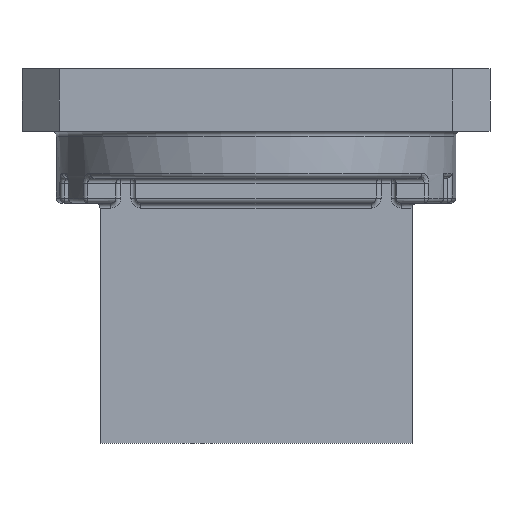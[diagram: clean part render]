
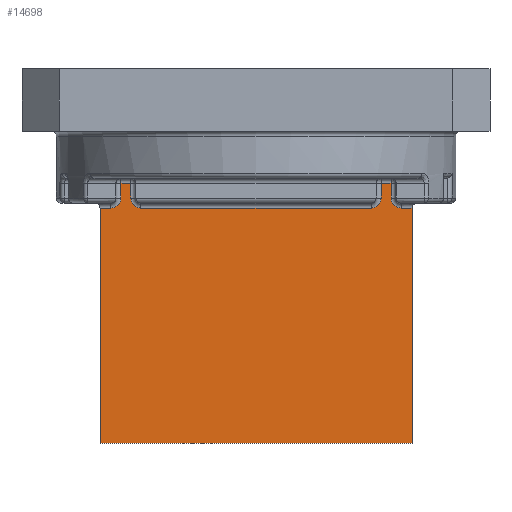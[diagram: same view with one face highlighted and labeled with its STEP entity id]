
A CAD part, front view. The second image highlights one B-rep face of the part: STEP entity #14698.
In plain terms, the highlighted planar face has unit normal (0, -1, 0).
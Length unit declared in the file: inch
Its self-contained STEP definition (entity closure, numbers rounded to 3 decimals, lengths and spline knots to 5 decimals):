
#14 = VERTEX_POINT ( 'NONE', #19168 ) ;
#1002 = CARTESIAN_POINT ( 'NONE',  ( -0.541, -0.3125, -0.518 ) ) ;
#1147 = CARTESIAN_POINT ( 'NONE',  ( -0.625, -0.3125, -0.558 ) ) ;
#1315 = ORIENTED_EDGE ( 'NONE', *, *, #5953, .T. ) ;
#1527 = EDGE_CURVE ( 'NONE', #13131, #4292, #8910, .T. ) ;
#1666 = LINE ( 'NONE', #17077, #19589 ) ;
#2073 = CIRCLE ( 'NONE', #11976, 0.04 ) ;
#2090 = VECTOR ( 'NONE', #3868, 39.37008 ) ;
#2116 = LINE ( 'NONE', #5005, #5458 ) ;
#2268 = LINE ( 'NONE', #5964, #15878 ) ;
#2375 = CARTESIAN_POINT ( 'NONE',  ( -0.625, -0.3125, -0.558 ) ) ;
#2451 = EDGE_CURVE ( 'NONE', #13131, #5795, #3915, .T. ) ;
#2490 = EDGE_CURVE ( 'NONE', #10518, #13036, #2268, .T. ) ;
#2867 = DIRECTION ( 'NONE',  ( 0., 0., -1. ) ) ;
#3056 = VERTEX_POINT ( 'NONE', #7122 ) ;
#3096 = DIRECTION ( 'NONE',  ( 0., 0., -1. ) ) ;
#3204 = LINE ( 'NONE', #9495, #16306 ) ;
#3295 = DIRECTION ( 'NONE',  ( 0., -1., 0. ) ) ;
#3358 = CARTESIAN_POINT ( 'NONE',  ( -0.541, -0.3125, -0.458 ) ) ;
#3360 = EDGE_LOOP ( 'NONE', ( #6817, #4789, #5374, #18317, #9395, #16169, #8505, #9360, #4659, #3835, #19523, #1315, #6839, #16104, #17058, #11451 ) ) ;
#3552 = VERTEX_POINT ( 'NONE', #12212 ) ;
#3638 = CARTESIAN_POINT ( 'NONE',  ( 0.561, -0.3125, -0.09319 ) ) ;
#3835 = ORIENTED_EDGE ( 'NONE', *, *, #5369, .T. ) ;
#3847 = PLANE ( 'NONE',  #11244 ) ;
#3868 = DIRECTION ( 'NONE',  ( 0., 0., -1. ) ) ;
#3915 = LINE ( 'NONE', #2375, #16871 ) ;
#4108 = LINE ( 'NONE', #5857, #4483 ) ;
#4184 = CARTESIAN_POINT ( 'NONE',  ( 0.501, -0.3125, -0.538 ) ) ;
#4292 = VERTEX_POINT ( 'NONE', #1002 ) ;
#4483 = VECTOR ( 'NONE', #16734, 39.37008 ) ;
#4568 = EDGE_CURVE ( 'NONE', #10518, #5678, #2073, .T. ) ;
#4659 = ORIENTED_EDGE ( 'NONE', *, *, #13126, .T. ) ;
#4789 = ORIENTED_EDGE ( 'NONE', *, *, #2451, .T. ) ;
#5005 = CARTESIAN_POINT ( 'NONE',  ( 0.481, -0.3125, -0.458 ) ) ;
#5369 = EDGE_CURVE ( 'NONE', #3056, #14, #18051, .T. ) ;
#5374 = ORIENTED_EDGE ( 'NONE', *, *, #11309, .F. ) ;
#5458 = VECTOR ( 'NONE', #11121, 39.37008 ) ;
#5526 = CARTESIAN_POINT ( 'NONE',  ( -0.501, -0.3125, -0.09319 ) ) ;
#5678 = VERTEX_POINT ( 'NONE', #8670 ) ;
#5795 = VERTEX_POINT ( 'NONE', #1147 ) ;
#5857 = CARTESIAN_POINT ( 'NONE',  ( 0.625, -0.3125, -1.5 ) ) ;
#5885 = EDGE_CURVE ( 'NONE', #3552, #15700, #8695, .T. ) ;
#5953 = EDGE_CURVE ( 'NONE', #12861, #15700, #10945, .T. ) ;
#5958 = DIRECTION ( 'NONE',  ( 0., 0., -1. ) ) ;
#5964 = CARTESIAN_POINT ( 'NONE',  ( 0.541, -0.3125, -0.438 ) ) ;
#5969 = EDGE_CURVE ( 'NONE', #14757, #12291, #3204, .T. ) ;
#6298 = VECTOR ( 'NONE', #9435, 39.37008 ) ;
#6520 = LINE ( 'NONE', #14275, #6298 ) ;
#6817 = ORIENTED_EDGE ( 'NONE', *, *, #1527, .F. ) ;
#6831 = EDGE_CURVE ( 'NONE', #11571, #4292, #12443, .T. ) ;
#6839 = ORIENTED_EDGE ( 'NONE', *, *, #5885, .F. ) ;
#6845 = DIRECTION ( 'NONE',  ( 0., -1., 0. ) ) ;
#6985 = CARTESIAN_POINT ( 'NONE',  ( 0.541, -0.3125, -0.518 ) ) ;
#7020 = CARTESIAN_POINT ( 'NONE',  ( 0.625, -0.3125, -0.558 ) ) ;
#7033 = FACE_OUTER_BOUND ( 'NONE', #3360, .T. ) ;
#7122 = CARTESIAN_POINT ( 'NONE',  ( 0.501, -0.3125, -0.458 ) ) ;
#7522 = DIRECTION ( 'NONE',  ( 0., 0., 1. ) ) ;
#7730 = CARTESIAN_POINT ( 'NONE',  ( -0.461, -0.3125, -0.518 ) ) ;
#7790 = VECTOR ( 'NONE', #17116, 39.37008 ) ;
#7823 = CARTESIAN_POINT ( 'NONE',  ( 0.581, -0.3125, -0.518 ) ) ;
#8418 = CARTESIAN_POINT ( 'NONE',  ( -0.501, -0.3125, -0.458 ) ) ;
#8505 = ORIENTED_EDGE ( 'NONE', *, *, #4568, .F. ) ;
#8670 = CARTESIAN_POINT ( 'NONE',  ( 0.581, -0.3125, -0.558 ) ) ;
#8695 = CIRCLE ( 'NONE', #20264, 0.04 ) ;
#8704 = DIRECTION ( 'NONE',  ( 0., 0., -1. ) ) ;
#8905 = EDGE_CURVE ( 'NONE', #3552, #8954, #14612, .T. ) ;
#8910 = CIRCLE ( 'NONE', #11543, 0.04 ) ;
#8954 = VERTEX_POINT ( 'NONE', #8418 ) ;
#9360 = ORIENTED_EDGE ( 'NONE', *, *, #2490, .T. ) ;
#9395 = ORIENTED_EDGE ( 'NONE', *, *, #5969, .T. ) ;
#9435 = DIRECTION ( 'NONE',  ( -1., 0., 0. ) ) ;
#9495 = CARTESIAN_POINT ( 'NONE',  ( 0.625, -0.3125, -4.39754 ) ) ;
#9945 = AXIS2_PLACEMENT_3D ( 'NONE', #16811, #12047, #2867 ) ;
#10222 = CARTESIAN_POINT ( 'NONE',  ( -0.461, -0.3125, -0.558 ) ) ;
#10443 = DIRECTION ( 'NONE',  ( -1., 0., 0. ) ) ;
#10518 = VERTEX_POINT ( 'NONE', #6985 ) ;
#10611 = CIRCLE ( 'NONE', #9945, 0.04 ) ;
#10669 = EDGE_CURVE ( 'NONE', #14757, #13182, #4108, .T. ) ;
#10722 = VECTOR ( 'NONE', #12643, 39.37008 ) ;
#10945 = LINE ( 'NONE', #14137, #16643 ) ;
#11048 = DIRECTION ( 'NONE',  ( -1., 0., 0. ) ) ;
#11121 = DIRECTION ( 'NONE',  ( -1., 0., 0. ) ) ;
#11244 = AXIS2_PLACEMENT_3D ( 'NONE', #3638, #17919, #8704 ) ;
#11309 = EDGE_CURVE ( 'NONE', #13182, #5795, #19722, .T. ) ;
#11411 = VECTOR ( 'NONE', #11831, 39.37008 ) ;
#11451 = ORIENTED_EDGE ( 'NONE', *, *, #6831, .T. ) ;
#11543 = AXIS2_PLACEMENT_3D ( 'NONE', #11717, #6845, #19478 ) ;
#11571 = VERTEX_POINT ( 'NONE', #3358 ) ;
#11717 = CARTESIAN_POINT ( 'NONE',  ( -0.581, -0.3125, -0.518 ) ) ;
#11831 = DIRECTION ( 'NONE',  ( 0., 0., 1. ) ) ;
#11976 = AXIS2_PLACEMENT_3D ( 'NONE', #7823, #13821, #5958 ) ;
#12047 = DIRECTION ( 'NONE',  ( 0., -1., 0. ) ) ;
#12212 = CARTESIAN_POINT ( 'NONE',  ( -0.501, -0.3125, -0.518 ) ) ;
#12291 = VERTEX_POINT ( 'NONE', #7020 ) ;
#12341 = CARTESIAN_POINT ( 'NONE',  ( -0.541, -0.3125, -0.09319 ) ) ;
#12443 = LINE ( 'NONE', #12341, #10722 ) ;
#12643 = DIRECTION ( 'NONE',  ( 0., 0., -1. ) ) ;
#12861 = VERTEX_POINT ( 'NONE', #14109 ) ;
#13036 = VERTEX_POINT ( 'NONE', #17731 ) ;
#13126 = EDGE_CURVE ( 'NONE', #13036, #3056, #2116, .T. ) ;
#13131 = VERTEX_POINT ( 'NONE', #17625 ) ;
#13182 = VERTEX_POINT ( 'NONE', #17427 ) ;
#13821 = DIRECTION ( 'NONE',  ( 0., -1., 0. ) ) ;
#14109 = CARTESIAN_POINT ( 'NONE',  ( 0.461, -0.3125, -0.558 ) ) ;
#14137 = CARTESIAN_POINT ( 'NONE',  ( -0.481, -0.3125, -0.558 ) ) ;
#14275 = CARTESIAN_POINT ( 'NONE',  ( -0.561, -0.3125, -0.458 ) ) ;
#14612 = LINE ( 'NONE', #5526, #11411 ) ;
#14698 = ADVANCED_FACE ( 'NONE', ( #7033 ), #3847, .T. ) ;
#14757 = VERTEX_POINT ( 'NONE', #19573 ) ;
#15258 = EDGE_CURVE ( 'NONE', #12861, #14, #10611, .T. ) ;
#15700 = VERTEX_POINT ( 'NONE', #10222 ) ;
#15807 = DIRECTION ( 'NONE',  ( 0., 0., 1. ) ) ;
#15878 = VECTOR ( 'NONE', #7522, 39.37008 ) ;
#16104 = ORIENTED_EDGE ( 'NONE', *, *, #8905, .T. ) ;
#16169 = ORIENTED_EDGE ( 'NONE', *, *, #19247, .T. ) ;
#16306 = VECTOR ( 'NONE', #15807, 39.37008 ) ;
#16643 = VECTOR ( 'NONE', #11048, 39.37008 ) ;
#16669 = EDGE_CURVE ( 'NONE', #8954, #11571, #6520, .T. ) ;
#16734 = DIRECTION ( 'NONE',  ( -1., 0., 0. ) ) ;
#16811 = CARTESIAN_POINT ( 'NONE',  ( 0.461, -0.3125, -0.518 ) ) ;
#16871 = VECTOR ( 'NONE', #10443, 39.37008 ) ;
#17058 = ORIENTED_EDGE ( 'NONE', *, *, #16669, .T. ) ;
#17077 = CARTESIAN_POINT ( 'NONE',  ( 0.561, -0.3125, -0.558 ) ) ;
#17116 = DIRECTION ( 'NONE',  ( 0., 0., 1. ) ) ;
#17427 = CARTESIAN_POINT ( 'NONE',  ( -0.625, -0.3125, -1.5 ) ) ;
#17625 = CARTESIAN_POINT ( 'NONE',  ( -0.581, -0.3125, -0.558 ) ) ;
#17731 = CARTESIAN_POINT ( 'NONE',  ( 0.541, -0.3125, -0.458 ) ) ;
#17919 = DIRECTION ( 'NONE',  ( 0., -1., 0. ) ) ;
#18051 = LINE ( 'NONE', #4184, #2090 ) ;
#18317 = ORIENTED_EDGE ( 'NONE', *, *, #10669, .F. ) ;
#18738 = DIRECTION ( 'NONE',  ( -1., 0., 0. ) ) ;
#19168 = CARTESIAN_POINT ( 'NONE',  ( 0.501, -0.3125, -0.518 ) ) ;
#19247 = EDGE_CURVE ( 'NONE', #12291, #5678, #1666, .T. ) ;
#19478 = DIRECTION ( 'NONE',  ( 0., 0., -1. ) ) ;
#19523 = ORIENTED_EDGE ( 'NONE', *, *, #15258, .F. ) ;
#19573 = CARTESIAN_POINT ( 'NONE',  ( 0.625, -0.3125, -1.5 ) ) ;
#19589 = VECTOR ( 'NONE', #18738, 39.37008 ) ;
#19722 = LINE ( 'NONE', #20431, #7790 ) ;
#20264 = AXIS2_PLACEMENT_3D ( 'NONE', #7730, #3295, #3096 ) ;
#20431 = CARTESIAN_POINT ( 'NONE',  ( -0.625, -0.3125, -4.39754 ) ) ;
